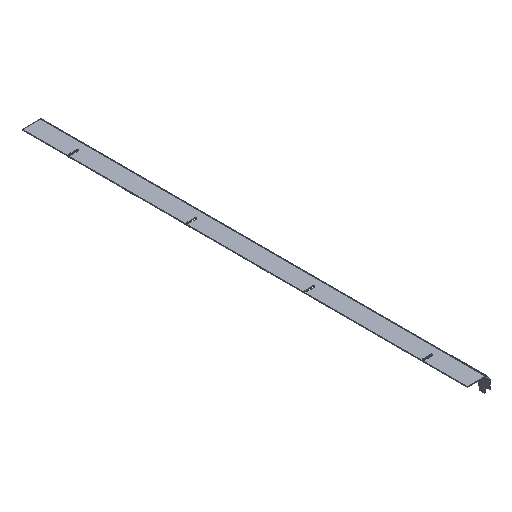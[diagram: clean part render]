
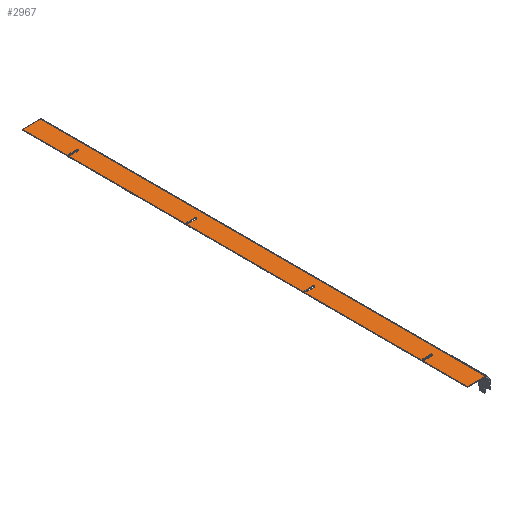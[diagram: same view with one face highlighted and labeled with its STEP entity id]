
A CAD part, isometric view. The second image highlights one B-rep face of the part: STEP entity #2967.
In plain terms, the highlighted planar face has unit normal (0, 0, 1).
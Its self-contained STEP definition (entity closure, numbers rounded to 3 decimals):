
#172=CARTESIAN_POINT('Vertex',(-97.,0.,100.)) ;
#175=CARTESIAN_POINT('Line Origine',(-97.,1000.,100.)) ;
#179=CARTESIAN_POINT('Vertex',(-97.,2000.,100.)) ;
#199=CARTESIAN_POINT('Line Origine',(-15.,1000.,100.)) ;
#203=CARTESIAN_POINT('Vertex',(-15.,0.,100.)) ;
#205=CARTESIAN_POINT('Vertex',(-15.,2000.,100.)) ;
#315=CARTESIAN_POINT('Line Origine',(-56.,0.,100.)) ;
#2307=CARTESIAN_POINT('Line Origine',(-56.,2000.,100.)) ;
#2613=CARTESIAN_POINT('Vertex',(-88.5,209.,100.)) ;
#2618=CARTESIAN_POINT('Axis2P3D Location',(-88.5,205.,100.)) ;
#2622=CARTESIAN_POINT('Vertex',(-88.5,201.,100.)) ;
#2653=CARTESIAN_POINT('Vertex',(-53.5,209.,100.)) ;
#2658=CARTESIAN_POINT('Line Origine',(-71.,209.,100.)) ;
#2680=CARTESIAN_POINT('Line Origine',(-71.,201.,100.)) ;
#2684=CARTESIAN_POINT('Vertex',(-53.5,201.,100.)) ;
#2711=CARTESIAN_POINT('Axis2P3D Location',(-53.5,205.,100.)) ;
#2848=CARTESIAN_POINT('Axis2P3D Location',(-97.,0.,100.)) ;
#2859=CARTESIAN_POINT('Axis2P3D Location',(-53.5,735.,100.)) ;
#2863=CARTESIAN_POINT('Vertex',(-53.5,731.,100.)) ;
#2865=CARTESIAN_POINT('Vertex',(-53.5,739.,100.)) ;
#2868=CARTESIAN_POINT('Line Origine',(-71.,731.,100.)) ;
#2872=CARTESIAN_POINT('Vertex',(-88.5,731.,100.)) ;
#2875=CARTESIAN_POINT('Axis2P3D Location',(-88.5,735.,100.)) ;
#2879=CARTESIAN_POINT('Vertex',(-88.5,739.,100.)) ;
#2882=CARTESIAN_POINT('Line Origine',(-71.,739.,100.)) ;
#2899=CARTESIAN_POINT('Axis2P3D Location',(-53.5,1265.,100.)) ;
#2903=CARTESIAN_POINT('Vertex',(-53.5,1261.,100.)) ;
#2905=CARTESIAN_POINT('Vertex',(-53.5,1269.,100.)) ;
#2908=CARTESIAN_POINT('Line Origine',(-71.,1261.,100.)) ;
#2912=CARTESIAN_POINT('Vertex',(-88.5,1261.,100.)) ;
#2915=CARTESIAN_POINT('Axis2P3D Location',(-88.5,1265.,100.)) ;
#2919=CARTESIAN_POINT('Vertex',(-88.5,1269.,100.)) ;
#2922=CARTESIAN_POINT('Line Origine',(-71.,1269.,100.)) ;
#2933=CARTESIAN_POINT('Axis2P3D Location',(-53.5,1795.,100.)) ;
#2937=CARTESIAN_POINT('Vertex',(-53.5,1791.,100.)) ;
#2939=CARTESIAN_POINT('Vertex',(-53.5,1799.,100.)) ;
#2942=CARTESIAN_POINT('Line Origine',(-71.,1791.,100.)) ;
#2946=CARTESIAN_POINT('Vertex',(-88.5,1791.,100.)) ;
#2949=CARTESIAN_POINT('Axis2P3D Location',(-88.5,1795.,100.)) ;
#2953=CARTESIAN_POINT('Vertex',(-88.5,1799.,100.)) ;
#2956=CARTESIAN_POINT('Line Origine',(-71.,1799.,100.)) ;
#176=DIRECTION('Vector Direction',(0.,1.,0.)) ;
#200=DIRECTION('Vector Direction',(0.,1.,0.)) ;
#316=DIRECTION('Vector Direction',(1.,0.,0.)) ;
#2308=DIRECTION('Vector Direction',(1.,0.,0.)) ;
#2619=DIRECTION('Axis2P3D Direction',(0.,0.,1.)) ;
#2659=DIRECTION('Vector Direction',(1.,0.,0.)) ;
#2681=DIRECTION('Vector Direction',(-1.,0.,0.)) ;
#2712=DIRECTION('Axis2P3D Direction',(0.,0.,1.)) ;
#2849=DIRECTION('Axis2P3D Direction',(0.,0.,1.)) ;
#2850=DIRECTION('Axis2P3D XDirection',(1.,0.,0.)) ;
#2860=DIRECTION('Axis2P3D Direction',(0.,0.,1.)) ;
#2869=DIRECTION('Vector Direction',(-1.,0.,0.)) ;
#2876=DIRECTION('Axis2P3D Direction',(0.,0.,1.)) ;
#2883=DIRECTION('Vector Direction',(1.,0.,0.)) ;
#2900=DIRECTION('Axis2P3D Direction',(0.,0.,1.)) ;
#2909=DIRECTION('Vector Direction',(-1.,0.,0.)) ;
#2916=DIRECTION('Axis2P3D Direction',(0.,0.,1.)) ;
#2923=DIRECTION('Vector Direction',(1.,0.,0.)) ;
#2934=DIRECTION('Axis2P3D Direction',(0.,0.,1.)) ;
#2943=DIRECTION('Vector Direction',(-1.,0.,0.)) ;
#2950=DIRECTION('Axis2P3D Direction',(0.,0.,1.)) ;
#2957=DIRECTION('Vector Direction',(1.,0.,0.)) ;
#2620=AXIS2_PLACEMENT_3D('Circle Axis2P3D',#2618,#2619,$) ;
#2713=AXIS2_PLACEMENT_3D('Circle Axis2P3D',#2711,#2712,$) ;
#2851=AXIS2_PLACEMENT_3D('Plane Axis2P3D',#2848,#2849,#2850) ;
#2861=AXIS2_PLACEMENT_3D('Circle Axis2P3D',#2859,#2860,$) ;
#2877=AXIS2_PLACEMENT_3D('Circle Axis2P3D',#2875,#2876,$) ;
#2901=AXIS2_PLACEMENT_3D('Circle Axis2P3D',#2899,#2900,$) ;
#2917=AXIS2_PLACEMENT_3D('Circle Axis2P3D',#2915,#2916,$) ;
#2935=AXIS2_PLACEMENT_3D('Circle Axis2P3D',#2933,#2934,$) ;
#2951=AXIS2_PLACEMENT_3D('Circle Axis2P3D',#2949,#2950,$) ;
#2854=ORIENTED_EDGE('',*,*,#181,.F.) ;
#2855=ORIENTED_EDGE('',*,*,#319,.T.) ;
#2856=ORIENTED_EDGE('',*,*,#207,.T.) ;
#2857=ORIENTED_EDGE('',*,*,#2311,.F.) ;
#2888=ORIENTED_EDGE('',*,*,#2867,.F.) ;
#2889=ORIENTED_EDGE('',*,*,#2874,.F.) ;
#2890=ORIENTED_EDGE('',*,*,#2881,.F.) ;
#2891=ORIENTED_EDGE('',*,*,#2886,.F.) ;
#2894=ORIENTED_EDGE('',*,*,#2715,.F.) ;
#2895=ORIENTED_EDGE('',*,*,#2686,.F.) ;
#2896=ORIENTED_EDGE('',*,*,#2624,.F.) ;
#2897=ORIENTED_EDGE('',*,*,#2662,.F.) ;
#2928=ORIENTED_EDGE('',*,*,#2907,.F.) ;
#2929=ORIENTED_EDGE('',*,*,#2914,.F.) ;
#2930=ORIENTED_EDGE('',*,*,#2921,.F.) ;
#2931=ORIENTED_EDGE('',*,*,#2926,.F.) ;
#2962=ORIENTED_EDGE('',*,*,#2941,.F.) ;
#2963=ORIENTED_EDGE('',*,*,#2948,.F.) ;
#2964=ORIENTED_EDGE('',*,*,#2955,.F.) ;
#2965=ORIENTED_EDGE('',*,*,#2960,.F.) ;
#2892=FACE_BOUND('',#2887,.T.) ;
#2898=FACE_BOUND('',#2893,.T.) ;
#2932=FACE_BOUND('',#2927,.T.) ;
#2966=FACE_BOUND('',#2961,.T.) ;
#177=VECTOR('Line Direction',#176,1.) ;
#201=VECTOR('Line Direction',#200,1.) ;
#317=VECTOR('Line Direction',#316,1.) ;
#2309=VECTOR('Line Direction',#2308,1.) ;
#2660=VECTOR('Line Direction',#2659,1.) ;
#2682=VECTOR('Line Direction',#2681,1.) ;
#2870=VECTOR('Line Direction',#2869,1.) ;
#2884=VECTOR('Line Direction',#2883,1.) ;
#2910=VECTOR('Line Direction',#2909,1.) ;
#2924=VECTOR('Line Direction',#2923,1.) ;
#2944=VECTOR('Line Direction',#2943,1.) ;
#2958=VECTOR('Line Direction',#2957,1.) ;
#2967=ADVANCED_FACE('Corps principal',(#2858,#2892,#2898,#2932,#2966),#2852,.T.) ;
#2621=CIRCLE('generated circle',#2620,4.) ;
#2714=CIRCLE('generated circle',#2713,4.) ;
#2862=CIRCLE('generated circle',#2861,4.) ;
#2878=CIRCLE('generated circle',#2877,4.) ;
#2902=CIRCLE('generated circle',#2901,4.) ;
#2918=CIRCLE('generated circle',#2917,4.) ;
#2936=CIRCLE('generated circle',#2935,4.) ;
#2952=CIRCLE('generated circle',#2951,4.) ;
#181=EDGE_CURVE('',#173,#180,#178,.T.) ;
#207=EDGE_CURVE('',#204,#206,#202,.T.) ;
#319=EDGE_CURVE('',#173,#204,#318,.T.) ;
#2311=EDGE_CURVE('',#180,#206,#2310,.T.) ;
#2624=EDGE_CURVE('',#2614,#2623,#2621,.T.) ;
#2662=EDGE_CURVE('',#2654,#2614,#2661,.F.) ;
#2686=EDGE_CURVE('',#2623,#2685,#2683,.F.) ;
#2715=EDGE_CURVE('',#2685,#2654,#2714,.T.) ;
#2867=EDGE_CURVE('',#2864,#2866,#2862,.T.) ;
#2874=EDGE_CURVE('',#2873,#2864,#2871,.F.) ;
#2881=EDGE_CURVE('',#2880,#2873,#2878,.T.) ;
#2886=EDGE_CURVE('',#2866,#2880,#2885,.F.) ;
#2907=EDGE_CURVE('',#2904,#2906,#2902,.T.) ;
#2914=EDGE_CURVE('',#2913,#2904,#2911,.F.) ;
#2921=EDGE_CURVE('',#2920,#2913,#2918,.T.) ;
#2926=EDGE_CURVE('',#2906,#2920,#2925,.F.) ;
#2941=EDGE_CURVE('',#2938,#2940,#2936,.T.) ;
#2948=EDGE_CURVE('',#2947,#2938,#2945,.F.) ;
#2955=EDGE_CURVE('',#2954,#2947,#2952,.T.) ;
#2960=EDGE_CURVE('',#2940,#2954,#2959,.F.) ;
#2853=EDGE_LOOP('',(#2854,#2855,#2856,#2857)) ;
#2887=EDGE_LOOP('',(#2888,#2889,#2890,#2891)) ;
#2893=EDGE_LOOP('',(#2894,#2895,#2896,#2897)) ;
#2927=EDGE_LOOP('',(#2928,#2929,#2930,#2931)) ;
#2961=EDGE_LOOP('',(#2962,#2963,#2964,#2965)) ;
#2858=FACE_OUTER_BOUND('',#2853,.T.) ;
#178=LINE('Line',#175,#177) ;
#202=LINE('Line',#199,#201) ;
#318=LINE('Line',#315,#317) ;
#2310=LINE('Line',#2307,#2309) ;
#2661=LINE('Line',#2658,#2660) ;
#2683=LINE('Line',#2680,#2682) ;
#2871=LINE('Line',#2868,#2870) ;
#2885=LINE('Line',#2882,#2884) ;
#2911=LINE('Line',#2908,#2910) ;
#2925=LINE('Line',#2922,#2924) ;
#2945=LINE('Line',#2942,#2944) ;
#2959=LINE('Line',#2956,#2958) ;
#2852=PLANE('Plane',#2851) ;
#173=VERTEX_POINT('',#172) ;
#180=VERTEX_POINT('',#179) ;
#204=VERTEX_POINT('',#203) ;
#206=VERTEX_POINT('',#205) ;
#2614=VERTEX_POINT('',#2613) ;
#2623=VERTEX_POINT('',#2622) ;
#2654=VERTEX_POINT('',#2653) ;
#2685=VERTEX_POINT('',#2684) ;
#2864=VERTEX_POINT('',#2863) ;
#2866=VERTEX_POINT('',#2865) ;
#2873=VERTEX_POINT('',#2872) ;
#2880=VERTEX_POINT('',#2879) ;
#2904=VERTEX_POINT('',#2903) ;
#2906=VERTEX_POINT('',#2905) ;
#2913=VERTEX_POINT('',#2912) ;
#2920=VERTEX_POINT('',#2919) ;
#2938=VERTEX_POINT('',#2937) ;
#2940=VERTEX_POINT('',#2939) ;
#2947=VERTEX_POINT('',#2946) ;
#2954=VERTEX_POINT('',#2953) ;
